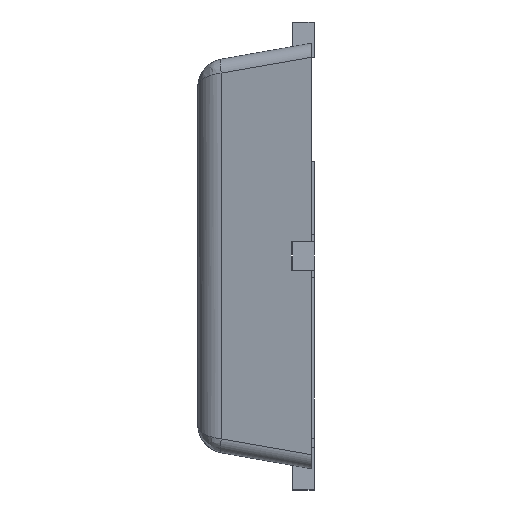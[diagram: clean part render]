
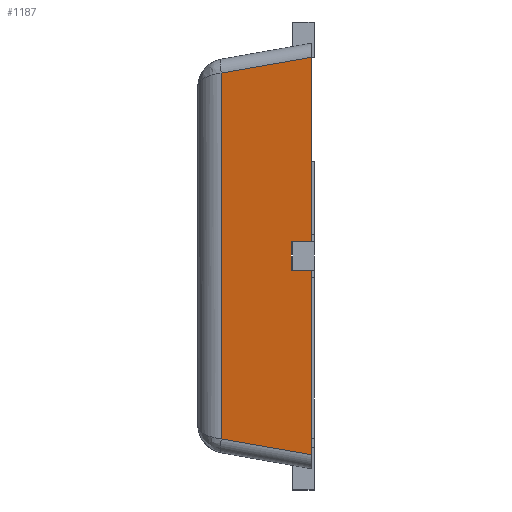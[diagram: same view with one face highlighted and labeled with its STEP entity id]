
A CAD part, left-side view. The second image highlights one B-rep face of the part: STEP entity #1187.
In plain terms, the highlighted planar face has unit normal (-0.985, 0.174, 0).
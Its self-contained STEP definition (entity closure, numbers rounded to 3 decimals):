
#129 = VECTOR ( 'NONE', #7035, 1000. ) ;
#131 = EDGE_LOOP ( 'NONE', ( #6353, #3697, #3854, #6122, #6007, #5534, #1567, #3763 ) ) ;
#149 = CARTESIAN_POINT ( 'NONE',  ( 0.025, 0.142, -1.6 ) ) ;
#272 = EDGE_CURVE ( 'NONE', #1158, #1346, #1630, .T. ) ;
#593 = VECTOR ( 'NONE', #2984, 1000. ) ;
#607 = VERTEX_POINT ( 'NONE', #2777 ) ;
#859 = LINE ( 'NONE', #1974, #1049 ) ;
#966 = CARTESIAN_POINT ( 'NONE',  ( 0., 0., -1.4 ) ) ;
#1031 = CARTESIAN_POINT ( 'NONE',  ( 0.025, 0.142, 0. ) ) ;
#1049 = VECTOR ( 'NONE', #7162, 1000. ) ;
#1158 = VERTEX_POINT ( 'NONE', #149 ) ;
#1187 = ADVANCED_FACE ( 'NONE', ( #1777 ), #5220, .T. ) ;
#1201 = DIRECTION ( 'NONE',  ( -0.171, -0.97, -0.171 ) ) ;
#1214 = VERTEX_POINT ( 'NONE', #6345 ) ;
#1237 = LINE ( 'NONE', #5271, #2509 ) ;
#1272 = DIRECTION ( 'NONE',  ( 0., 0., 1. ) ) ;
#1346 = VERTEX_POINT ( 'NONE', #4387 ) ;
#1401 = LINE ( 'NONE', #2522, #129 ) ;
#1467 = EDGE_CURVE ( 'NONE', #4656, #1346, #1401, .T. ) ;
#1567 = ORIENTED_EDGE ( 'NONE', *, *, #3507, .T. ) ;
#1630 = LINE ( 'NONE', #1031, #6109 ) ;
#1777 = FACE_OUTER_BOUND ( 'NONE', #131, .T. ) ;
#1832 = EDGE_CURVE ( 'NONE', #6286, #5130, #1237, .T. ) ;
#1884 = CARTESIAN_POINT ( 'NONE',  ( -0.003, -0.016, -0.096 ) ) ;
#1974 = CARTESIAN_POINT ( 'NONE',  ( 0., 0., -1.6 ) ) ;
#2400 = DIRECTION ( 'NONE',  ( 0., 0., -1. ) ) ;
#2491 = CARTESIAN_POINT ( 'NONE',  ( 0., 0., -1.6 ) ) ;
#2509 = VECTOR ( 'NONE', #2400, 1000. ) ;
#2522 = CARTESIAN_POINT ( 'NONE',  ( 0., 0., -1.4 ) ) ;
#2777 = CARTESIAN_POINT ( 'NONE',  ( 0., 0., -0.098 ) ) ;
#2984 = DIRECTION ( 'NONE',  ( 0.171, 0.97, -0.171 ) ) ;
#3507 = EDGE_CURVE ( 'NONE', #5130, #1214, #5228, .T. ) ;
#3522 = VECTOR ( 'NONE', #3670, 1000. ) ;
#3670 = DIRECTION ( 'NONE',  ( 0., 0., 1. ) ) ;
#3697 = ORIENTED_EDGE ( 'NONE', *, *, #272, .T. ) ;
#3763 = ORIENTED_EDGE ( 'NONE', *, *, #5457, .T. ) ;
#3787 = EDGE_CURVE ( 'NONE', #1158, #5445, #859, .T. ) ;
#3854 = ORIENTED_EDGE ( 'NONE', *, *, #1467, .F. ) ;
#4000 = VECTOR ( 'NONE', #1201, 1000. ) ;
#4059 = DIRECTION ( 'NONE',  ( -0.174, -0.985, 0. ) ) ;
#4075 = VECTOR ( 'NONE', #1272, 1000. ) ;
#4097 = DIRECTION ( 'NONE',  ( -0.985, 0.174, 0. ) ) ;
#4387 = CARTESIAN_POINT ( 'NONE',  ( 0.025, 0.142, -1.4 ) ) ;
#4656 = VERTEX_POINT ( 'NONE', #966 ) ;
#4659 = CARTESIAN_POINT ( 'NONE',  ( 0.085, 0.482, -2.817 ) ) ;
#4727 = CARTESIAN_POINT ( 'NONE',  ( 0., 0., 0. ) ) ;
#4788 = LINE ( 'NONE', #7071, #3522 ) ;
#5058 = CARTESIAN_POINT ( 'NONE',  ( 0.112, 0.635, -2.79 ) ) ;
#5130 = VERTEX_POINT ( 'NONE', #5058 ) ;
#5176 = LINE ( 'NONE', #1884, #593 ) ;
#5220 = PLANE ( 'NONE',  #6754 ) ;
#5228 = LINE ( 'NONE', #4659, #4000 ) ;
#5271 = CARTESIAN_POINT ( 'NONE',  ( 0.112, 0.635, 0. ) ) ;
#5445 = VERTEX_POINT ( 'NONE', #2491 ) ;
#5457 = EDGE_CURVE ( 'NONE', #1214, #5445, #4788, .T. ) ;
#5534 = ORIENTED_EDGE ( 'NONE', *, *, #1832, .T. ) ;
#5710 = DIRECTION ( 'NONE',  ( 0., 0., 1. ) ) ;
#6007 = ORIENTED_EDGE ( 'NONE', *, *, #6363, .T. ) ;
#6027 = EDGE_CURVE ( 'NONE', #4656, #607, #6389, .T. ) ;
#6109 = VECTOR ( 'NONE', #5710, 1000. ) ;
#6122 = ORIENTED_EDGE ( 'NONE', *, *, #6027, .T. ) ;
#6286 = VERTEX_POINT ( 'NONE', #7301 ) ;
#6345 = CARTESIAN_POINT ( 'NONE',  ( 0., 0., -2.902 ) ) ;
#6352 = CARTESIAN_POINT ( 'NONE',  ( 0., 0., 0. ) ) ;
#6353 = ORIENTED_EDGE ( 'NONE', *, *, #3787, .F. ) ;
#6363 = EDGE_CURVE ( 'NONE', #607, #6286, #5176, .T. ) ;
#6389 = LINE ( 'NONE', #6352, #4075 ) ;
#6754 = AXIS2_PLACEMENT_3D ( 'NONE', #4727, #4097, #4059 ) ;
#7035 = DIRECTION ( 'NONE',  ( 0.174, 0.985, 0. ) ) ;
#7071 = CARTESIAN_POINT ( 'NONE',  ( 0., 0., 0. ) ) ;
#7162 = DIRECTION ( 'NONE',  ( -0.174, -0.985, 0. ) ) ;
#7301 = CARTESIAN_POINT ( 'NONE',  ( 0.112, 0.635, -0.21 ) ) ;
